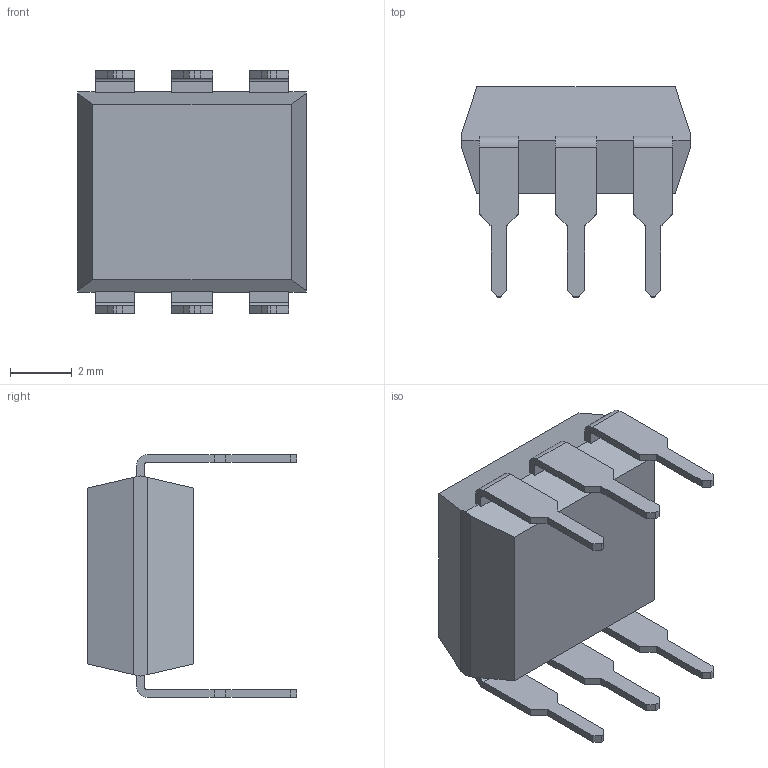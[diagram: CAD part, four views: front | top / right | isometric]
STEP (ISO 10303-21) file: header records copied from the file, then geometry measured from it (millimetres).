
FILE_DESCRIPTION( ( '' ), ' ' );
FILE_NAME( '58ff4a6895f8211036c96cb0.step', '2017-04-25T13:09:27', ( '' ), ( '' ), ' ', ' ', ' ' );
FILE_SCHEMA( ( 'AUTOMOTIVE_DESIGN { 1 0 10303 214 1 1 1 1 }' ) );
Length unit declared in the file: metre
Products named in the file (1): 1
Bounding box: 7.42 x 6.8 x 7.87 mm (x, y, z)
Volume: 155.1 mm3; surface area: 245.3 mm2
Topology: 1 solids, 1 shells, 104 faces, 303 edges, 202 vertices
Faces by surface type: plane 91, cylinder 13
Full cylindrical faces by diameter (mm): 0.5 x1
Entity records: 4236 total; most frequent: CARTESIAN_POINT 609, ORIENTED_EDGE 604, DIRECTION 538, EDGE_CURVE 302, LINE 276, VECTOR 276, VERTEX_POINT 202, AXIS2_PLACEMENT_3D 131
